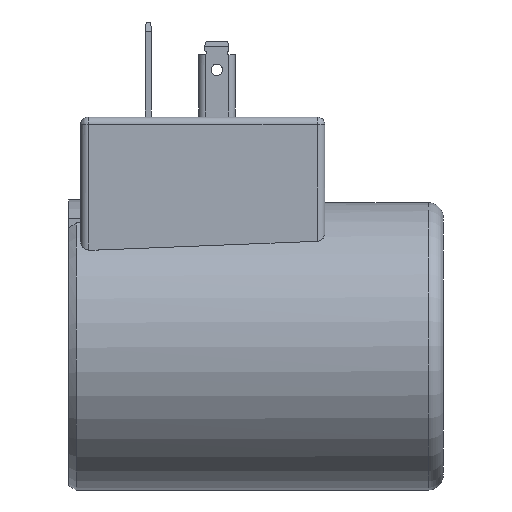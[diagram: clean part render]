
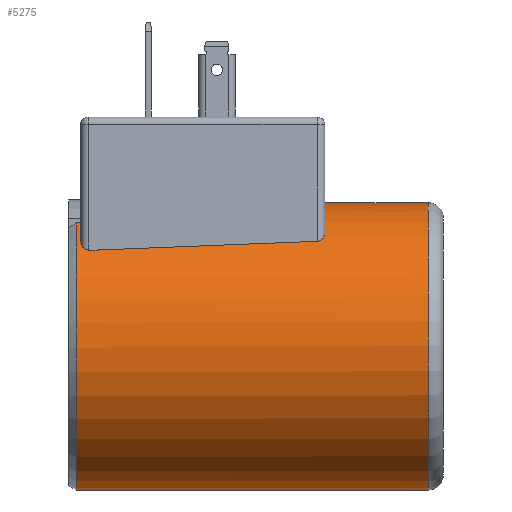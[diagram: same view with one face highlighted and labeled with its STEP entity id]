
A CAD part, left-side view. The second image highlights one B-rep face of the part: STEP entity #5275.
In plain terms, the highlighted cylindrical face has radius 18.9 mm (diameter 37.8 mm), a partial arc.
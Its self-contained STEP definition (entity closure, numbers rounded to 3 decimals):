
#4 = VERTEX_POINT ( 'NONE', #2874 ) ;
#40 = CARTESIAN_POINT ( 'NONE',  ( 0., 48.3, -18.9 ) ) ;
#110 = EDGE_CURVE ( 'NONE', #4543, #4974, #9004, .T. ) ;
#216 = FACE_OUTER_BOUND ( 'NONE', #3538, .T. ) ;
#234 = VECTOR ( 'NONE', #5124, 1000. ) ;
#394 = CARTESIAN_POINT ( 'NONE',  ( -9.586, 34.62, 16.289 ) ) ;
#424 = CARTESIAN_POINT ( 'NONE',  ( -9.7, 35.3, 16.221 ) ) ;
#455 = DIRECTION ( 'NONE',  ( 0., -1., 0. ) ) ;
#584 = AXIS2_PLACEMENT_3D ( 'NONE', #4392, #5094, #1706 ) ;
#1433 = CARTESIAN_POINT ( 'NONE',  ( -7.7, 33.3, 17.26 ) ) ;
#1523 = EDGE_CURVE ( 'NONE', #4974, #2968, #1897, .T. ) ;
#1639 = CARTESIAN_POINT ( 'NONE',  ( -9.7, 48.3, 16.221 ) ) ;
#1706 = DIRECTION ( 'NONE',  ( 0., 0., 1. ) ) ;
#1730 = LINE ( 'NONE', #5533, #5223 ) ;
#1741 = DIRECTION ( 'NONE',  ( 0., 0., -1. ) ) ;
#1742 = CARTESIAN_POINT ( 'NONE',  ( 0., 33.3, 18.9 ) ) ;
#1776 = CIRCLE ( 'NONE', #7538, 18.9 ) ;
#1849 = CARTESIAN_POINT ( 'NONE',  ( -7.828, 33.3, 17.203 ) ) ;
#1897 = LINE ( 'NONE', #5303, #5631 ) ;
#2120 = CARTESIAN_POINT ( 'NONE',  ( 0., 2., -18.9 ) ) ;
#2634 = ORIENTED_EDGE ( 'NONE', *, *, #6032, .T. ) ;
#2874 = CARTESIAN_POINT ( 'NONE',  ( -9.7, 35.3, 16.221 ) ) ;
#2926 = DIRECTION ( 'NONE',  ( 0., 1., 0. ) ) ;
#2964 = VERTEX_POINT ( 'NONE', #1639 ) ;
#2968 = VERTEX_POINT ( 'NONE', #7965 ) ;
#3264 = CARTESIAN_POINT ( 'NONE',  ( -8.322, 33.395, 16.97 ) ) ;
#3291 = CARTESIAN_POINT ( 'NONE',  ( -8.883, 33.682, 16.683 ) ) ;
#3292 = EDGE_CURVE ( 'NONE', #2964, #6956, #1776, .T. ) ;
#3389 = DIRECTION ( 'NONE',  ( 0., -1., 0. ) ) ;
#3538 = EDGE_LOOP ( 'NONE', ( #3920, #5798, #6184, #5081, #8255, #2634, #5806 ) ) ;
#3581 = CARTESIAN_POINT ( 'NONE',  ( 0., 48.3, 0. ) ) ;
#3730 = B_SPLINE_CURVE_WITH_KNOTS ( 'NONE', 3,
 ( #424, #6638, #7331, #4560, #394, #5269, #8827, #6037, #3291, #8796, #6736, #3264, #5430, #7391, #1849, #4711 ),
 .UNSPECIFIED., .F., .F.,
 ( 4, 2, 2, 2, 2, 2, 2, 4 ),
 ( 0., 0., 0.001, 0.002, 0.002, 0.002, 0.003, 0.003 ),
 .UNSPECIFIED. ) ;
#3920 = ORIENTED_EDGE ( 'NONE', *, *, #1523, .F. ) ;
#4010 = CIRCLE ( 'NONE', #4461, 18.9 ) ;
#4091 = CARTESIAN_POINT ( 'NONE',  ( 0., 50.3, 0. ) ) ;
#4357 = CYLINDRICAL_SURFACE ( 'NONE', #4463, 18.9 ) ;
#4392 = CARTESIAN_POINT ( 'NONE',  ( 0., 33.3, 0. ) ) ;
#4461 = AXIS2_PLACEMENT_3D ( 'NONE', #5685, #2926, #7798 ) ;
#4463 = AXIS2_PLACEMENT_3D ( 'NONE', #4091, #3389, #6136 ) ;
#4543 = VERTEX_POINT ( 'NONE', #1433 ) ;
#4560 = CARTESIAN_POINT ( 'NONE',  ( -9.629, 34.753, 16.263 ) ) ;
#4620 = EDGE_CURVE ( 'NONE', #2964, #4, #8070, .T. ) ;
#4711 = CARTESIAN_POINT ( 'NONE',  ( -7.7, 33.3, 17.26 ) ) ;
#4974 = VERTEX_POINT ( 'NONE', #1742 ) ;
#5081 = ORIENTED_EDGE ( 'NONE', *, *, #4620, .F. ) ;
#5094 = DIRECTION ( 'NONE',  ( 0., 1., 0. ) ) ;
#5124 = DIRECTION ( 'NONE',  ( 0., -1., 0. ) ) ;
#5223 = VECTOR ( 'NONE', #6251, 1000. ) ;
#5269 = CARTESIAN_POINT ( 'NONE',  ( -9.423, 34.249, 16.384 ) ) ;
#5275 = ADVANCED_FACE ( 'NONE', ( #216 ), #4357, .T. ) ;
#5303 = CARTESIAN_POINT ( 'NONE',  ( 0., 50.3, 18.9 ) ) ;
#5430 = CARTESIAN_POINT ( 'NONE',  ( -8.2, 33.359, 17.029 ) ) ;
#5533 = CARTESIAN_POINT ( 'NONE',  ( 0., 50.3, -18.9 ) ) ;
#5631 = VECTOR ( 'NONE', #455, 1000. ) ;
#5685 = CARTESIAN_POINT ( 'NONE',  ( 0., 2., 0. ) ) ;
#5762 = EDGE_CURVE ( 'NONE', #4, #4543, #3730, .T. ) ;
#5798 = ORIENTED_EDGE ( 'NONE', *, *, #110, .F. ) ;
#5806 = ORIENTED_EDGE ( 'NONE', *, *, #6472, .T. ) ;
#6032 = EDGE_CURVE ( 'NONE', #6956, #6047, #1730, .T. ) ;
#6037 = CARTESIAN_POINT ( 'NONE',  ( -8.986, 33.762, 16.628 ) ) ;
#6047 = VERTEX_POINT ( 'NONE', #2120 ) ;
#6136 = DIRECTION ( 'NONE',  ( 0., 0., -1. ) ) ;
#6184 = ORIENTED_EDGE ( 'NONE', *, *, #5762, .F. ) ;
#6251 = DIRECTION ( 'NONE',  ( 0., -1., 0. ) ) ;
#6472 = EDGE_CURVE ( 'NONE', #6047, #2968, #4010, .T. ) ;
#6638 = CARTESIAN_POINT ( 'NONE',  ( -9.7, 35.16, 16.221 ) ) ;
#6736 = CARTESIAN_POINT ( 'NONE',  ( -8.557, 33.489, 16.852 ) ) ;
#6956 = VERTEX_POINT ( 'NONE', #40 ) ;
#7331 = CARTESIAN_POINT ( 'NONE',  ( -9.685, 35.022, 16.23 ) ) ;
#7391 = CARTESIAN_POINT ( 'NONE',  ( -7.954, 33.312, 17.146 ) ) ;
#7538 = AXIS2_PLACEMENT_3D ( 'NONE', #3581, #8448, #1741 ) ;
#7771 = CARTESIAN_POINT ( 'NONE',  ( -9.7, 50.3, 16.221 ) ) ;
#7798 = DIRECTION ( 'NONE',  ( 0., 0., 1. ) ) ;
#7965 = CARTESIAN_POINT ( 'NONE',  ( 0., 2., 18.9 ) ) ;
#8070 = LINE ( 'NONE', #7771, #234 ) ;
#8255 = ORIENTED_EDGE ( 'NONE', *, *, #3292, .T. ) ;
#8448 = DIRECTION ( 'NONE',  ( 0., -1., 0. ) ) ;
#8796 = CARTESIAN_POINT ( 'NONE',  ( -8.669, 33.546, 16.795 ) ) ;
#8827 = CARTESIAN_POINT ( 'NONE',  ( -9.266, 34.029, 16.474 ) ) ;
#9004 = CIRCLE ( 'NONE', #584, 18.9 ) ;
